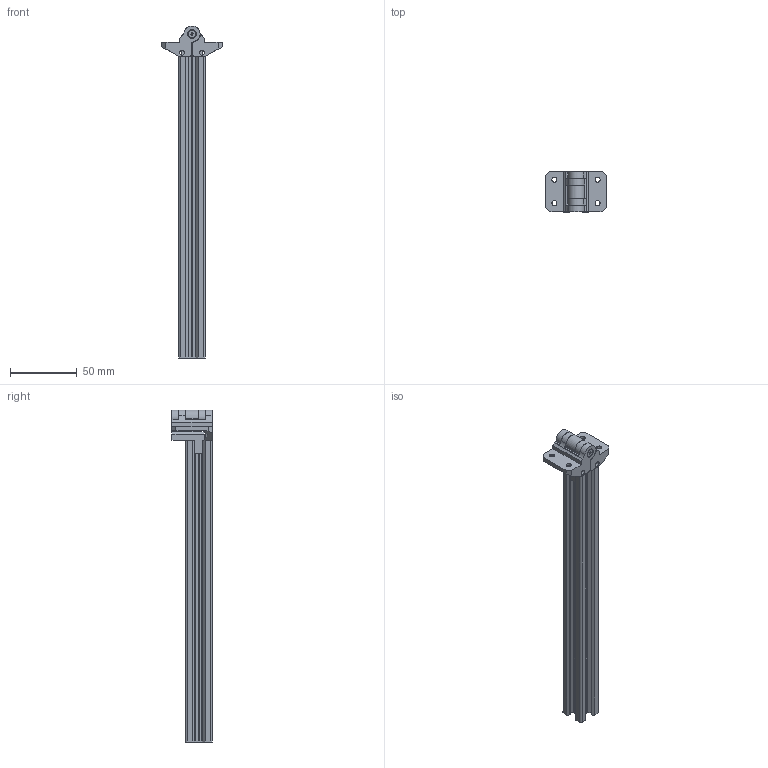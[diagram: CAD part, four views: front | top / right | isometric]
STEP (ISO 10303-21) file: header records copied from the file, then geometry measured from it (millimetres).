
FILE_DESCRIPTION (( 'STEP AP214' ), '1' );
FILE_NAME ('Enclosure top hinge.STEP', '2023-06-20T18:17:21', ( '' ), ( '' ), 'SwSTEP 2.0', 'SolidWorks 2021', '' );
FILE_SCHEMA (( 'AUTOMOTIVE_DESIGN' ));
Length unit declared in the file: millimetre
Products named in the file (6): Ïåòëÿ êóïîëà_01; Ïåòëÿ êóïîëà_00; socket countersunk head screw_iso_ISO 10642 - M3 x 30 - 18N; Top hinge mount_00; Enclosure top hinge; 2020 V-slot2_226,35
Assembly tree (5 placements, depth 2):
  Enclosure top hinge
    socket countersunk head screw_iso_ISO 10642 - M3 x 30 - 18N
    2020 V-slot2_226,35
    Top hinge mount_00
    Ïåòëÿ êóïîëà_00
    Ïåòëÿ êóïîëà_01
Bounding box: 45 x 30 x 248.65 mm (x, y, z)
Volume: 52153.1 mm3; surface area: 44386.7 mm2
Topology: 5 solids, 5 shells, 278 faces, 768 edges, 503 vertices
Faces by surface type: plane 183, cylinder 85, cone 8, torus 2
Entity records: 9112 total; most frequent: CARTESIAN_POINT 1555, ORIENTED_EDGE 1532, DIRECTION 1530, EDGE_CURVE 766, VECTOR 574, LINE 574, VERTEX_POINT 503, AXIS2_PLACEMENT_3D 478
